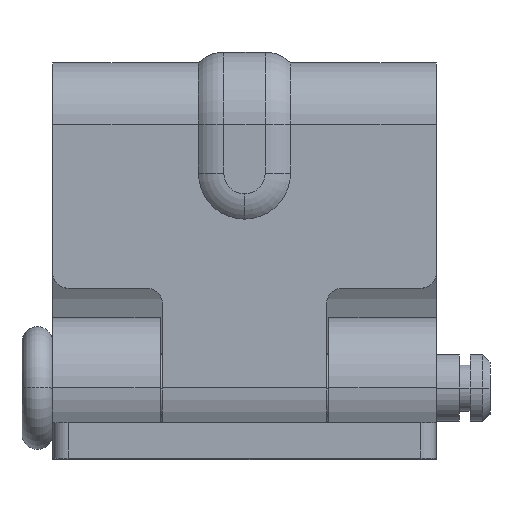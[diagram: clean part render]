
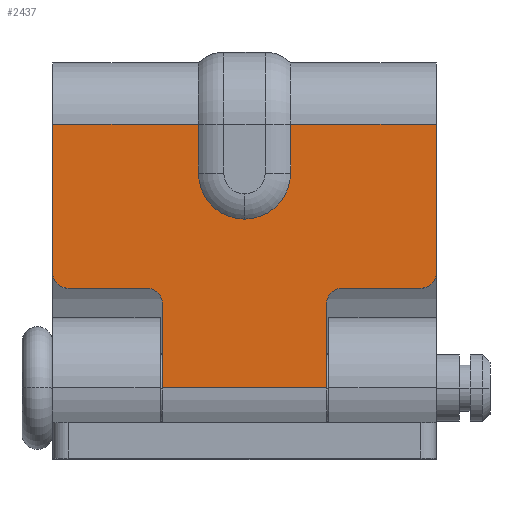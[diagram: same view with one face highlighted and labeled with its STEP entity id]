
A CAD part, top view. The second image highlights one B-rep face of the part: STEP entity #2437.
In plain terms, the highlighted planar face has unit normal (0, 0, 1).
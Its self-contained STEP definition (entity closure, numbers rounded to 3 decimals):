
#27 = CARTESIAN_POINT ( 'NONE',  ( 11.5, 6.5, 4.6 ) ) ;
#28 = CARTESIAN_POINT ( 'NONE',  ( 6.35, 6.5, 4.6 ) ) ;
#29 = CARTESIAN_POINT ( 'NONE',  ( 12.5, 7.5, 4.6 ) ) ;
#30 = CARTESIAN_POINT ( 'NONE',  ( 3., 14., 4.6 ) ) ;
#31 = CARTESIAN_POINT ( 'NONE',  ( 0., 11., 4.6 ) ) ;
#32 = CARTESIAN_POINT ( 'NONE',  ( -3., 14., 4.6 ) ) ;
#33 = CARTESIAN_POINT ( 'NONE',  ( -12.5, 7.5, 4.6 ) ) ;
#34 = CARTESIAN_POINT ( 'NONE',  ( -11.5, 6.5, 4.6 ) ) ;
#35 = CARTESIAN_POINT ( 'NONE',  ( -6.35, 6.5, 4.6 ) ) ;
#36 = CARTESIAN_POINT ( 'NONE',  ( -5.35, 5.5, 4.6 ) ) ;
#37 = CARTESIAN_POINT ( 'NONE',  ( -5.35, 0., 4.6 ) ) ;
#38 = CARTESIAN_POINT ( 'NONE',  ( 5.35, 0., 4.6 ) ) ;
#39 = CARTESIAN_POINT ( 'NONE',  ( 5.35, 5.5, 4.6 ) ) ;
#147 = CARTESIAN_POINT ( 'NONE',  ( -6.35, 5.5, 4.6 ) ) ;
#148 = DIRECTION ( 'NONE',  ( 0., 0., -1. ) ) ;
#149 = DIRECTION ( 'NONE',  ( 0., 1., 0. ) ) ;
#153 = CARTESIAN_POINT ( 'NONE',  ( -11.5, 7.5, 4.6 ) ) ;
#157 = DIRECTION ( 'NONE',  ( 0., 0., 1. ) ) ;
#158 = DIRECTION ( 'NONE',  ( 0., 1., 0. ) ) ;
#159 = CARTESIAN_POINT ( 'NONE',  ( 6.35, 5.5, 4.6 ) ) ;
#163 = LINE ( 'NONE', #164, #1949 ) ;
#164 = CARTESIAN_POINT ( 'NONE',  ( 12.5, 0., 4.6 ) ) ;
#165 = DIRECTION ( 'NONE',  ( -1., 0., 0. ) ) ;
#166 = LINE ( 'NONE', #167, #1951 ) ;
#167 = CARTESIAN_POINT ( 'NONE',  ( -12.5, 6.5, 4.6 ) ) ;
#168 = DIRECTION ( 'NONE',  ( -1., 0., 0. ) ) ;
#169 = DIRECTION ( 'NONE',  ( 0., 0., -1. ) ) ;
#170 = DIRECTION ( 'NONE',  ( 0., 1., 0. ) ) ;
#213 = AXIS2_PLACEMENT_3D ( 'NONE', #396, #406, #407 ) ;
#214 = VECTOR ( 'NONE', #399, 1000. ) ;
#215 = VECTOR ( 'NONE', #402, 1000. ) ;
#217 = VECTOR ( 'NONE', #405, 1000. ) ;
#235 = EDGE_CURVE ( 'NONE', #873, #1701, #397, .T. ) ;
#236 = EDGE_CURVE ( 'NONE', #813, #1703, #400, .T. ) ;
#237 = EDGE_CURVE ( 'NONE', #1697, #1704, #403, .T. ) ;
#238 = EDGE_CURVE ( 'NONE', #1701, #1702, #2127, .T. ) ;
#383 = CARTESIAN_POINT ( 'NONE',  ( -12.5, 17.192, 4.6 ) ) ;
#396 = CARTESIAN_POINT ( 'NONE',  ( 0., 14., 4.6 ) ) ;
#397 = LINE ( 'NONE', #398, #214 ) ;
#398 = CARTESIAN_POINT ( 'NONE',  ( 3., 17.192, 4.6 ) ) ;
#399 = DIRECTION ( 'NONE',  ( 0., -1., 0. ) ) ;
#400 = LINE ( 'NONE', #401, #215 ) ;
#401 = CARTESIAN_POINT ( 'NONE',  ( -3., 17.192, 4.6 ) ) ;
#402 = DIRECTION ( 'NONE',  ( 0., -1., 0. ) ) ;
#403 = LINE ( 'NONE', #404, #217 ) ;
#404 = CARTESIAN_POINT ( 'NONE',  ( -12.5, 17.192, 4.6 ) ) ;
#405 = DIRECTION ( 'NONE',  ( 0., -1., 0. ) ) ;
#406 = DIRECTION ( 'NONE',  ( 0., 0., -1. ) ) ;
#407 = DIRECTION ( 'NONE',  ( 0., 1., 0. ) ) ;
#451 = CARTESIAN_POINT ( 'NONE',  ( -3., 17.192, 4.6 ) ) ;
#482 = CARTESIAN_POINT ( 'NONE',  ( 3., 17.192, 4.6 ) ) ;
#483 = CARTESIAN_POINT ( 'NONE',  ( 12.5, 17.192, 4.6 ) ) ;
#813 = VERTEX_POINT ( 'NONE', #451 ) ;
#873 = VERTEX_POINT ( 'NONE', #482 ) ;
#874 = VERTEX_POINT ( 'NONE', #483 ) ;
#981 = VECTOR ( 'NONE', #2650, 1000. ) ;
#1132 = PLANE ( 'NONE',  #2207 ) ;
#1133 = CARTESIAN_POINT ( 'NONE',  ( 12.5, 17.192, 4.6 ) ) ;
#1134 = DIRECTION ( 'NONE',  ( 0., 0., -1. ) ) ;
#1135 = DIRECTION ( 'NONE',  ( 0., 1., 0. ) ) ;
#1386 = LINE ( 'NONE', #1387, #1505 ) ;
#1387 = CARTESIAN_POINT ( 'NONE',  ( 5.35, -4.6, 4.6 ) ) ;
#1388 = DIRECTION ( 'NONE',  ( 0., -1., 0. ) ) ;
#1408 = LINE ( 'NONE', #1409, #1523 ) ;
#1409 = CARTESIAN_POINT ( 'NONE',  ( 12.5, 17.192, 4.6 ) ) ;
#1410 = DIRECTION ( 'NONE',  ( 0., -1., 0. ) ) ;
#1411 = CARTESIAN_POINT ( 'NONE',  ( 11.5, 7.5, 4.6 ) ) ;
#1412 = DIRECTION ( 'NONE',  ( 0., 0., 1. ) ) ;
#1413 = DIRECTION ( 'NONE',  ( 0., 1., 0. ) ) ;
#1414 = CARTESIAN_POINT ( 'NONE',  ( 0., 14., 4.6 ) ) ;
#1415 = DIRECTION ( 'NONE',  ( 0., 0., -1. ) ) ;
#1416 = DIRECTION ( 'NONE',  ( 0., 1., 0. ) ) ;
#1418 = LINE ( 'NONE', #1419, #1620 ) ;
#1419 = CARTESIAN_POINT ( 'NONE',  ( 5.35, 6.5, 4.6 ) ) ;
#1420 = DIRECTION ( 'NONE',  ( -1., 0., 0. ) ) ;
#1505 = VECTOR ( 'NONE', #1388, 1000. ) ;
#1518 = AXIS2_PLACEMENT_3D ( 'NONE', #1414, #1415, #1416 ) ;
#1522 = AXIS2_PLACEMENT_3D ( 'NONE', #1411, #1412, #1413 ) ;
#1523 = VECTOR ( 'NONE', #1410, 1000. ) ;
#1620 = VECTOR ( 'NONE', #1420, 1000. ) ;
#1697 = VERTEX_POINT ( 'NONE', #383 ) ;
#1698 = VERTEX_POINT ( 'NONE', #27 ) ;
#1699 = VERTEX_POINT ( 'NONE', #28 ) ;
#1700 = VERTEX_POINT ( 'NONE', #29 ) ;
#1701 = VERTEX_POINT ( 'NONE', #30 ) ;
#1702 = VERTEX_POINT ( 'NONE', #31 ) ;
#1703 = VERTEX_POINT ( 'NONE', #32 ) ;
#1704 = VERTEX_POINT ( 'NONE', #33 ) ;
#1705 = VERTEX_POINT ( 'NONE', #34 ) ;
#1706 = VERTEX_POINT ( 'NONE', #35 ) ;
#1707 = VERTEX_POINT ( 'NONE', #36 ) ;
#1708 = VERTEX_POINT ( 'NONE', #37 ) ;
#1709 = VERTEX_POINT ( 'NONE', #38 ) ;
#1710 = VERTEX_POINT ( 'NONE', #39 ) ;
#1723 = EDGE_LOOP ( 'NONE', ( #1982, #1984, #1986, #1985, #1987, #1989, #1981, #1983, #1979, #1988, #1978, #1980, #2507, #2515, #2514, #2511, #2519 ) ) ;
#1866 = VECTOR ( 'NONE', #2626, 1000. ) ;
#1890 = CIRCLE ( 'NONE', #1522, 1. ) ;
#1891 = CIRCLE ( 'NONE', #1518, 3. ) ;
#1907 = CIRCLE ( 'NONE', #1942, 1. ) ;
#1912 = CIRCLE ( 'NONE', #1938, 1. ) ;
#1913 = CIRCLE ( 'NONE', #1950, 1. ) ;
#1938 = AXIS2_PLACEMENT_3D ( 'NONE', #153, #157, #158 ) ;
#1942 = AXIS2_PLACEMENT_3D ( 'NONE', #147, #148, #149 ) ;
#1949 = VECTOR ( 'NONE', #165, 1000. ) ;
#1950 = AXIS2_PLACEMENT_3D ( 'NONE', #159, #169, #170 ) ;
#1951 = VECTOR ( 'NONE', #168, 1000. ) ;
#1978 = ORIENTED_EDGE ( 'NONE', *, *, #2078, .T. ) ;
#1979 = ORIENTED_EDGE ( 'NONE', *, *, #2322, .T. ) ;
#1980 = ORIENTED_EDGE ( 'NONE', *, *, #2081, .F. ) ;
#1981 = ORIENTED_EDGE ( 'NONE', *, *, #3002, .T. ) ;
#1982 = ORIENTED_EDGE ( 'NONE', *, *, #3003, .F. ) ;
#1983 = ORIENTED_EDGE ( 'NONE', *, *, #236, .F. ) ;
#1984 = ORIENTED_EDGE ( 'NONE', *, *, #3001, .T. ) ;
#1985 = ORIENTED_EDGE ( 'NONE', *, *, #2330, .T. ) ;
#1986 = ORIENTED_EDGE ( 'NONE', *, *, #3000, .F. ) ;
#1987 = ORIENTED_EDGE ( 'NONE', *, *, #235, .T. ) ;
#1988 = ORIENTED_EDGE ( 'NONE', *, *, #237, .T. ) ;
#1989 = ORIENTED_EDGE ( 'NONE', *, *, #238, .T. ) ;
#2043 = VECTOR ( 'NONE', #2875, 1000. ) ;
#2075 = EDGE_CURVE ( 'NONE', #1706, #1707, #1907, .T. ) ;
#2078 = EDGE_CURVE ( 'NONE', #1704, #1705, #1912, .T. ) ;
#2080 = EDGE_CURVE ( 'NONE', #1709, #1708, #163, .T. ) ;
#2081 = EDGE_CURVE ( 'NONE', #1706, #1705, #166, .T. ) ;
#2082 = EDGE_CURVE ( 'NONE', #1710, #1699, #1913, .T. ) ;
#2089 = EDGE_CURVE ( 'NONE', #1708, #1707, #2873, .T. ) ;
#2127 = CIRCLE ( 'NONE', #213, 3. ) ;
#2205 = FACE_OUTER_BOUND ( 'NONE', #1723, .T. ) ;
#2207 = AXIS2_PLACEMENT_3D ( 'NONE', #1133, #1134, #1135 ) ;
#2322 = EDGE_CURVE ( 'NONE', #813, #1697, #2624, .T. ) ;
#2330 = EDGE_CURVE ( 'NONE', #874, #873, #2648, .T. ) ;
#2437 = ADVANCED_FACE ( 'NONE', ( #2205 ), #1132, .F. ) ;
#2507 = ORIENTED_EDGE ( 'NONE', *, *, #2075, .T. ) ;
#2511 = ORIENTED_EDGE ( 'NONE', *, *, #2731, .F. ) ;
#2514 = ORIENTED_EDGE ( 'NONE', *, *, #2080, .F. ) ;
#2515 = ORIENTED_EDGE ( 'NONE', *, *, #2089, .F. ) ;
#2519 = ORIENTED_EDGE ( 'NONE', *, *, #2082, .T. ) ;
#2624 = LINE ( 'NONE', #2625, #1866 ) ;
#2625 = CARTESIAN_POINT ( 'NONE',  ( 12.5, 17.192, 4.6 ) ) ;
#2626 = DIRECTION ( 'NONE',  ( -1., 0., 0. ) ) ;
#2648 = LINE ( 'NONE', #2649, #981 ) ;
#2649 = CARTESIAN_POINT ( 'NONE',  ( 12.5, 17.192, 4.6 ) ) ;
#2650 = DIRECTION ( 'NONE',  ( -1., 0., 0. ) ) ;
#2731 = EDGE_CURVE ( 'NONE', #1710, #1709, #1386, .T. ) ;
#2873 = LINE ( 'NONE', #2874, #2043 ) ;
#2874 = CARTESIAN_POINT ( 'NONE',  ( -5.35, -4.6, 4.6 ) ) ;
#2875 = DIRECTION ( 'NONE',  ( 0., 1., 0. ) ) ;
#3000 = EDGE_CURVE ( 'NONE', #874, #1700, #1408, .T. ) ;
#3001 = EDGE_CURVE ( 'NONE', #1698, #1700, #1890, .T. ) ;
#3002 = EDGE_CURVE ( 'NONE', #1702, #1703, #1891, .T. ) ;
#3003 = EDGE_CURVE ( 'NONE', #1698, #1699, #1418, .T. ) ;
